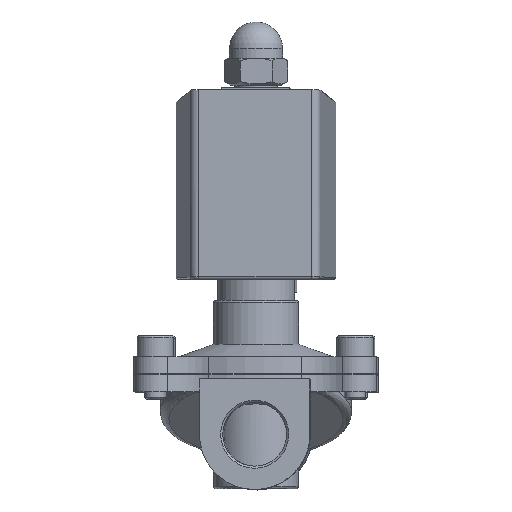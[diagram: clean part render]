
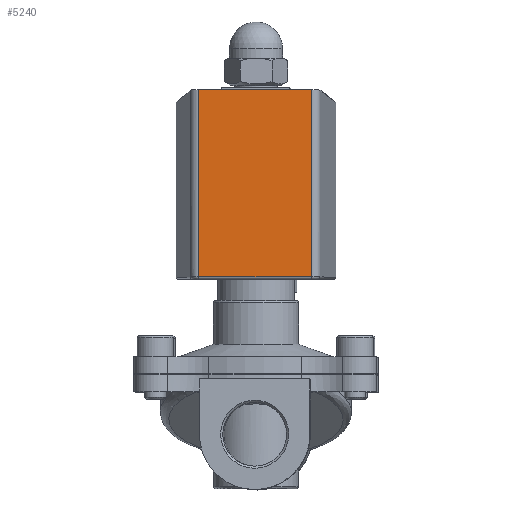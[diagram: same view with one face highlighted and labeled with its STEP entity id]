
A CAD part, top view. The second image highlights one B-rep face of the part: STEP entity #5240.
In plain terms, the highlighted face is planar.
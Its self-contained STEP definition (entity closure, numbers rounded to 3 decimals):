
#252=PLANE('',#5841);
#537=FACE_OUTER_BOUND('',#861,.T.);
#861=EDGE_LOOP('',(#4363,#4364,#4365,#4366));
#1127=LINE('',#9188,#1457);
#1149=LINE('',#9297,#1479);
#1155=LINE('',#9312,#1485);
#1221=LINE('',#9904,#1551);
#1457=VECTOR('',#6737,10.);
#1479=VECTOR('',#6877,10.);
#1485=VECTOR('',#6891,10.);
#1551=VECTOR('',#7177,10.);
#2243=VERTEX_POINT('',#9182);
#2244=VERTEX_POINT('',#9186);
#2272=VERTEX_POINT('',#9295);
#2277=VERTEX_POINT('',#9311);
#2848=EDGE_CURVE('',#2244,#2243,#1127,.T.);
#2902=EDGE_CURVE('',#2272,#2244,#1149,.T.);
#2909=EDGE_CURVE('',#2243,#2277,#1155,.T.);
#3053=EDGE_CURVE('',#2277,#2272,#1221,.T.);
#4363=ORIENTED_EDGE('',*,*,#2848,.F.);
#4364=ORIENTED_EDGE('',*,*,#2902,.F.);
#4365=ORIENTED_EDGE('',*,*,#3053,.F.);
#4366=ORIENTED_EDGE('',*,*,#2909,.F.);
#5240=ADVANCED_FACE('',(#537),#252,.T.);
#5841=AXIS2_PLACEMENT_3D('',#9911,#7185,#7186);
#6737=DIRECTION('',(-1.,0.,0.));
#6877=DIRECTION('',(0.,-1.,0.));
#6891=DIRECTION('',(0.,1.,0.));
#7177=DIRECTION('',(1.,0.,0.));
#7185=DIRECTION('center_axis',(0.,0.,1.));
#7186=DIRECTION('ref_axis',(1.,0.,0.));
#9182=CARTESIAN_POINT('',(-13.282,37.,58.));
#9186=CARTESIAN_POINT('',(13.282,37.,58.));
#9188=CARTESIAN_POINT('',(-7.5,37.,58.));
#9295=CARTESIAN_POINT('',(13.282,81.,58.));
#9297=CARTESIAN_POINT('',(13.282,36.5,58.));
#9311=CARTESIAN_POINT('',(-13.282,81.,58.));
#9312=CARTESIAN_POINT('',(-13.282,36.5,58.));
#9904=CARTESIAN_POINT('',(-15.,81.,58.));
#9911=CARTESIAN_POINT('Origin',(-15.,36.5,58.));
